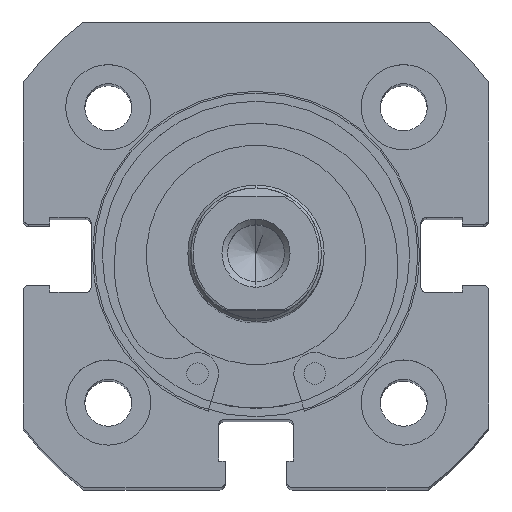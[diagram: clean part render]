
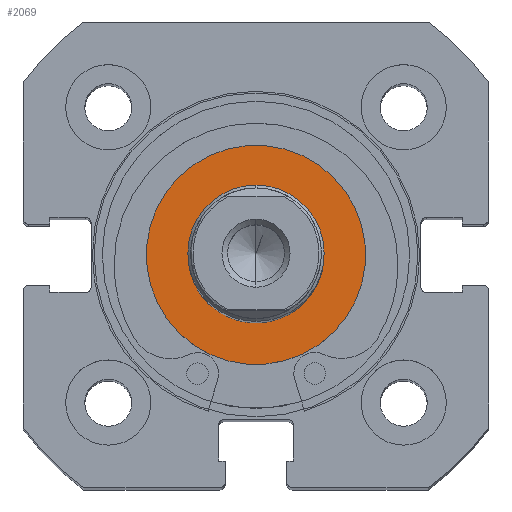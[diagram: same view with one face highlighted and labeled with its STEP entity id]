
A CAD part, top view. The second image highlights one B-rep face of the part: STEP entity #2069.
In plain terms, the highlighted face is planar.
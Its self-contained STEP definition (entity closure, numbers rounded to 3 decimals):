
#4 = CARTESIAN_POINT ( 'NONE',  ( 0., 0., 6. ) ) ;
#1365 = DIRECTION ( 'NONE',  ( 0., 0., -1. ) ) ;
#1370 = DIRECTION ( 'NONE',  ( 1., 0., 0. ) ) ;
#1378 = PLANE ( 'NONE',  #2660 ) ;
#1379 = CARTESIAN_POINT ( 'NONE',  ( 0., 9.65, 0. ) ) ;
#1543 = CARTESIAN_POINT ( 'NONE',  ( 0., 0., -6. ) ) ;
#1554 = CARTESIAN_POINT ( 'NONE',  ( 0., 0., 9.65 ) ) ;
#1647 = CARTESIAN_POINT ( 'NONE',  ( 0., 0., -9.65 ) ) ;
#1907 = ORIENTED_EDGE ( 'NONE', *, *, #6089, .T. ) ;
#1912 = ORIENTED_EDGE ( 'NONE', *, *, #6119, .F. ) ;
#1916 = ORIENTED_EDGE ( 'NONE', *, *, #6091, .F. ) ;
#1949 = VERTEX_POINT ( 'NONE', #4 ) ;
#1969 = VERTEX_POINT ( 'NONE', #1647 ) ;
#1981 = VERTEX_POINT ( 'NONE', #1554 ) ;
#1984 = VERTEX_POINT ( 'NONE', #1543 ) ;
#2069 = ADVANCED_FACE ( 'NONE', ( #3659, #3662 ), #1378, .F. ) ;
#2660 = AXIS2_PLACEMENT_3D ( 'NONE', #1379, #1370, #1365 ) ;
#3049 = AXIS2_PLACEMENT_3D ( 'NONE', #5829, #5830, #5831 ) ;
#3056 = AXIS2_PLACEMENT_3D ( 'NONE', #5824, #5825, #5826 ) ;
#3067 = AXIS2_PLACEMENT_3D ( 'NONE', #5879, #5886, #5887 ) ;
#3074 = AXIS2_PLACEMENT_3D ( 'NONE', #5897, #5903, #5904 ) ;
#3242 = EDGE_LOOP ( 'NONE', ( #1916, #1912 ) ) ;
#3309 = EDGE_LOOP ( 'NONE', ( #1907, #5172 ) ) ;
#3659 = FACE_BOUND ( 'NONE', #3242, .T. ) ;
#3662 = FACE_OUTER_BOUND ( 'NONE', #3309, .T. ) ;
#4643 = CIRCLE ( 'NONE', #3056, 9.65 ) ;
#4646 = CIRCLE ( 'NONE', #3049, 6. ) ;
#4682 = CIRCLE ( 'NONE', #3067, 9.65 ) ;
#4693 = CIRCLE ( 'NONE', #3074, 6. ) ;
#5172 = ORIENTED_EDGE ( 'NONE', *, *, #6113, .T. ) ;
#5824 = CARTESIAN_POINT ( 'NONE',  ( 0., 0., 0. ) ) ;
#5825 = DIRECTION ( 'NONE',  ( -1., 0., 0. ) ) ;
#5826 = DIRECTION ( 'NONE',  ( 0., 0., 1. ) ) ;
#5829 = CARTESIAN_POINT ( 'NONE',  ( 0., 0., 0. ) ) ;
#5830 = DIRECTION ( 'NONE',  ( -1., 0., 0. ) ) ;
#5831 = DIRECTION ( 'NONE',  ( 0., 0., 1. ) ) ;
#5879 = CARTESIAN_POINT ( 'NONE',  ( 0., 0., 0. ) ) ;
#5886 = DIRECTION ( 'NONE',  ( -1., 0., 0. ) ) ;
#5887 = DIRECTION ( 'NONE',  ( 0., 0., 1. ) ) ;
#5897 = CARTESIAN_POINT ( 'NONE',  ( 0., 0., 0. ) ) ;
#5903 = DIRECTION ( 'NONE',  ( -1., 0., 0. ) ) ;
#5904 = DIRECTION ( 'NONE',  ( 0., 0., 1. ) ) ;
#6089 = EDGE_CURVE ( 'NONE', #1981, #1969, #4643, .T. ) ;
#6091 = EDGE_CURVE ( 'NONE', #1949, #1984, #4646, .T. ) ;
#6113 = EDGE_CURVE ( 'NONE', #1969, #1981, #4682, .T. ) ;
#6119 = EDGE_CURVE ( 'NONE', #1984, #1949, #4693, .T. ) ;
